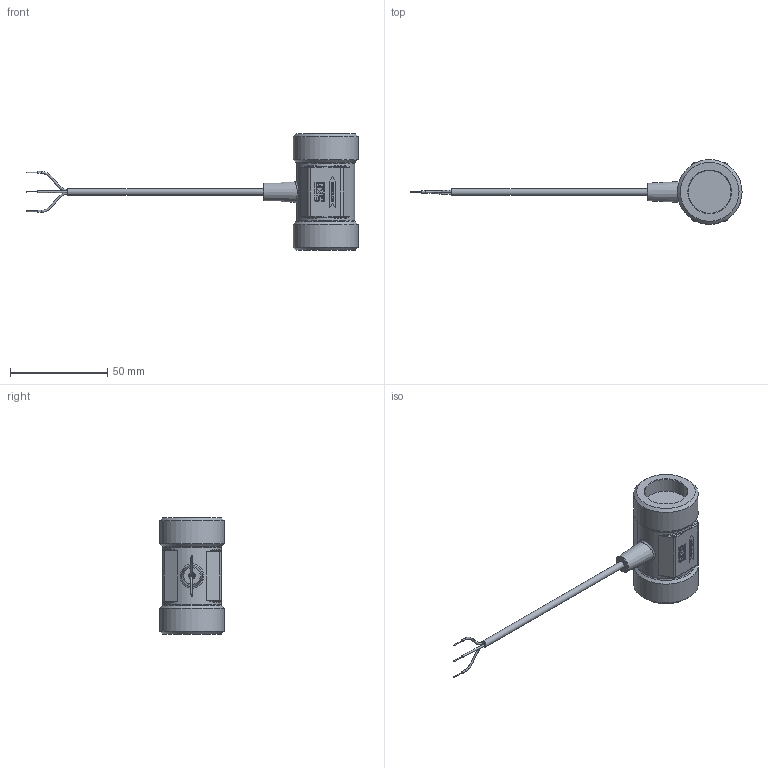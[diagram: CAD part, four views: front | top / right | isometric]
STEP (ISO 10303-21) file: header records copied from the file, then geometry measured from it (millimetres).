
FILE_DESCRIPTION(/* description */ (''),/* implementation_level */ '2;1');
FILE_NAME(/* name */ 'VY2061_STEP.stp',/* time_stamp */ '2023-05-03T16:35:01+02:00',/* author */ ('grass'),/* organization */ (''),/* preprocessor_version */ 'ST-DEVELOPER v18',/* originating_system */ 'Autodesk Inventor 2020',/* authorisation */ '');
FILE_SCHEMA (('AUTOMOTIVE_DESIGN { 1 0 10303 214 3 1 1 }'));
Length unit declared in the file: millimetre
Products named in the file (1): Bauteil2
Bounding box: 170.75 x 33.25 x 60 mm (x, y, z)
Volume: 46959.8 mm3; surface area: 12310.1 mm2
Topology: 1 solids, 2 shells, 623 faces, 1617 edges, 1041 vertices
Faces by surface type: plane 370, bspline 168, cylinder 60, torus 18, cone 7
Full cylindrical faces by diameter (mm): 0.422 x3, 1.022 x5, 2.82 x1, 3.4 x1, 22 x1, 24.6 x1, 25.5 x1, 30 x1, 33.25 x2
Entity records: 21802 total; most frequent: CARTESIAN_POINT 6935, ORIENTED_EDGE 3186, DIRECTION 2356, EDGE_CURVE 1593, LINE 1082, VECTOR 1082, VERTEX_POINT 1041, EDGE_LOOP 692
